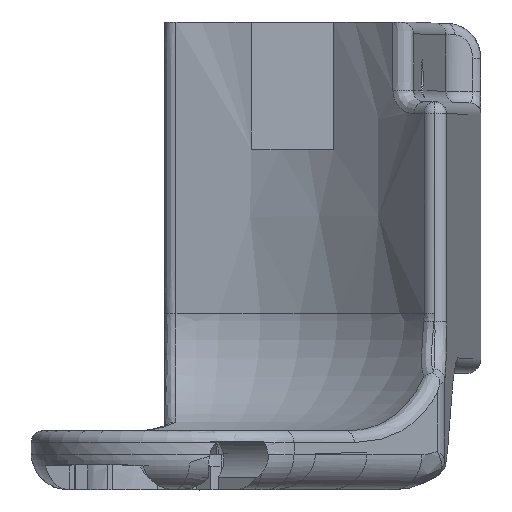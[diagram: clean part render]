
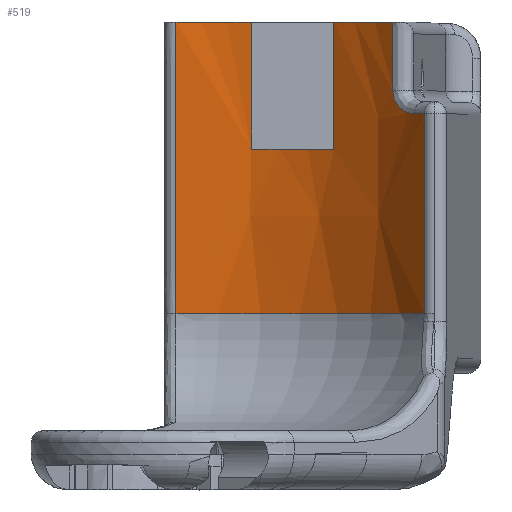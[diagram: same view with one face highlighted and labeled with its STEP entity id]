
A CAD part, top view. The second image highlights one B-rep face of the part: STEP entity #519.
In plain terms, the highlighted conical face has half-angle 0.014 degrees and reference radius 24.21 mm.
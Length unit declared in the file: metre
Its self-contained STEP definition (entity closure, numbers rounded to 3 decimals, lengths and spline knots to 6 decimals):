
#519 = ADVANCED_FACE( '', ( #1139 ), #1140, .F. );
#1139 = FACE_OUTER_BOUND( '', #2486, .T. );
#1140 = CONICAL_SURFACE( '', #2487, 0.02421, 0. );
#2486 = EDGE_LOOP( '', ( #4319, #4320, #4321, #4322, #4323, #4324, #4325, #4326, #4327, #4328, #4329 ) );
#2487 = AXIS2_PLACEMENT_3D( '', #4330, #4331, #4332 );
#4319 = ORIENTED_EDGE( '', *, *, #5251, .F. );
#4320 = ORIENTED_EDGE( '', *, *, #5569, .F. );
#4321 = ORIENTED_EDGE( '', *, *, #5675, .T. );
#4322 = ORIENTED_EDGE( '', *, *, #5676, .T. );
#4323 = ORIENTED_EDGE( '', *, *, #5475, .T. );
#4324 = ORIENTED_EDGE( '', *, *, #5567, .F. );
#4325 = ORIENTED_EDGE( '', *, *, #5354, .F. );
#4326 = ORIENTED_EDGE( '', *, *, #5677, .F. );
#4327 = ORIENTED_EDGE( '', *, *, #5678, .F. );
#4328 = ORIENTED_EDGE( '', *, *, #5679, .F. );
#4329 = ORIENTED_EDGE( '', *, *, #5608, .F. );
#4330 = CARTESIAN_POINT( '', ( -0.048819, 0.044401, 0.824444 ) );
#4331 = DIRECTION( '', ( 0., -1., 0. ) );
#4332 = DIRECTION( '', ( 0.494, 0., -0.869 ) );
#5251 = EDGE_CURVE( '', #6245, #6246, #6247, .T. );
#5354 = EDGE_CURVE( '', #6402, #6397, #6404, .T. );
#5475 = EDGE_CURVE( '', #6587, #6588, #6589, .T. );
#5567 = EDGE_CURVE( '', #6397, #6588, #6722, .T. );
#5569 = EDGE_CURVE( '', #6723, #6245, #6725, .T. );
#5608 = EDGE_CURVE( '', #6246, #6776, #6777, .T. );
#5675 = EDGE_CURVE( '', #6723, #6853, #6854, .T. );
#5676 = EDGE_CURVE( '', #6853, #6587, #6855, .T. );
#5677 = EDGE_CURVE( '', #6113, #6402, #6856, .T. );
#5678 = EDGE_CURVE( '', #6857, #6113, #6858, .T. );
#5679 = EDGE_CURVE( '', #6776, #6857, #6859, .T. );
#6113 = VERTEX_POINT( '', #7619 );
#6245 = VERTEX_POINT( '', #7909 );
#6246 = VERTEX_POINT( '', #7910 );
#6247 = LINE( '', #7911, #7912 );
#6397 = VERTEX_POINT( '', #8346 );
#6402 = VERTEX_POINT( '', #8391 );
#6404 = LINE( '', #8397, #8398 );
#6587 = VERTEX_POINT( '', #8891 );
#6588 = VERTEX_POINT( '', #8892 );
#6589 = LINE( '', #8893, #8894 );
#6722 = CIRCLE( '', #9210, 0.024207 );
#6723 = VERTEX_POINT( '', #9211 );
#6725 = CIRCLE( '', #9214, 0.024207 );
#6776 = VERTEX_POINT( '', #9377 );
#6777 = B_SPLINE_CURVE_WITH_KNOTS( '', 3, ( #9378, #9379, #9380, #9381, #9382, #9383, #9384 ), .UNSPECIFIED., .F., .F., ( 4, 1, 1, 1, 4 ), ( 0., 0.142857, 0.285714, 0.571429, 1. ), .UNSPECIFIED. );
#6853 = VERTEX_POINT( '', #9563 );
#6854 = LINE( '', #9564, #9565 );
#6855 = CIRCLE( '', #9566, 0.024209 );
#6856 = CIRCLE( '', #9567, 0.024213 );
#6857 = VERTEX_POINT( '', #9568 );
#6858 = B_SPLINE_CURVE_WITH_KNOTS( '', 3, ( #9569, #9570, #9571, #9572 ), .UNSPECIFIED., .F., .F., ( 4, 4 ), ( 0., 1. ), .UNSPECIFIED. );
#6859 = CIRCLE( '', #9573, 0.024209 );
#7619 = CARTESIAN_POINT( '', ( -0.027889, 0.032002, 0.812272 ) );
#7909 = CARTESIAN_POINT( '', ( -0.030536, 0.0568, 0.808579 ) );
#7910 = CARTESIAN_POINT( '', ( -0.030536, 0.051, 0.808577 ) );
#7911 = CARTESIAN_POINT( '', ( -0.030536, 0.0568, 0.808579 ) );
#7912 = VECTOR( '', #10156, 1. );
#8346 = CARTESIAN_POINT( '', ( -0.048993, 0.0568, 0.800238 ) );
#8391 = CARTESIAN_POINT( '', ( -0.048993, 0.032002, 0.800232 ) );
#8397 = CARTESIAN_POINT( '', ( -0.048993, 0.032002, 0.800232 ) );
#8398 = VECTOR( '', #10238, 1. );
#8891 = CARTESIAN_POINT( '', ( -0.042567, 0.046, 0.801056 ) );
#8892 = CARTESIAN_POINT( '', ( -0.042567, 0.0568, 0.801059 ) );
#8893 = CARTESIAN_POINT( '', ( -0.042567, 0.0514, 0.801058 ) );
#8894 = VECTOR( '', #10344, 1. );
#9210 = AXIS2_PLACEMENT_3D( '', #10418, #10419, #10420 );
#9211 = CARTESIAN_POINT( '', ( -0.035567, 0.0568, 0.804187 ) );
#9214 = AXIS2_PLACEMENT_3D( '', #10422, #10423, #10424 );
#9377 = CARTESIAN_POINT( '', ( -0.028736, 0.049, 0.810927 ) );
#9378 = CARTESIAN_POINT( '', ( -0.030536, 0.051, 0.808577 ) );
#9379 = CARTESIAN_POINT( '', ( -0.030536, 0.050807, 0.808577 ) );
#9380 = CARTESIAN_POINT( '', ( -0.030484, 0.050421, 0.808637 ) );
#9381 = CARTESIAN_POINT( '', ( -0.03021, 0.049768, 0.808957 ) );
#9382 = CARTESIAN_POINT( '', ( -0.029597, 0.049143, 0.809708 ) );
#9383 = CARTESIAN_POINT( '', ( -0.029047, 0.049, 0.810465 ) );
#9384 = CARTESIAN_POINT( '', ( -0.028736, 0.049, 0.810927 ) );
#9563 = CARTESIAN_POINT( '', ( -0.035567, 0.046, 0.804184 ) );
#9564 = CARTESIAN_POINT( '', ( -0.035567, 0.0514, 0.804186 ) );
#9565 = VECTOR( '', #10506, 1. );
#9566 = AXIS2_PLACEMENT_3D( '', #10507, #10508, #10509 );
#9567 = AXIS2_PLACEMENT_3D( '', #10510, #10511, #10512 );
#9568 = CARTESIAN_POINT( '', ( -0.027894, 0.049, 0.812272 ) );
#9569 = CARTESIAN_POINT( '', ( -0.027894, 0.049, 0.812272 ) );
#9570 = CARTESIAN_POINT( '', ( -0.027892, 0.043334, 0.812272 ) );
#9571 = CARTESIAN_POINT( '', ( -0.027891, 0.037668, 0.812272 ) );
#9572 = CARTESIAN_POINT( '', ( -0.027889, 0.032002, 0.812272 ) );
#9573 = AXIS2_PLACEMENT_3D( '', #10513, #10514, #10515 );
#10156 = DIRECTION( '', ( 0., -1., 0. ) );
#10238 = DIRECTION( '', ( 0., 1., 0. ) );
#10344 = DIRECTION( '', ( 0., 1., 0. ) );
#10418 = CARTESIAN_POINT( '', ( -0.048819, 0.0568, 0.824444 ) );
#10419 = DIRECTION( '', ( 0., -1., 0. ) );
#10420 = DIRECTION( '', ( 0.494, 0., -0.869 ) );
#10422 = CARTESIAN_POINT( '', ( -0.048819, 0.0568, 0.824444 ) );
#10423 = DIRECTION( '', ( 0., -1., 0. ) );
#10424 = DIRECTION( '', ( 0.494, 0., -0.869 ) );
#10506 = DIRECTION( '', ( 0., -1., 0. ) );
#10507 = CARTESIAN_POINT( '', ( -0.048819, 0.046, 0.824444 ) );
#10508 = DIRECTION( '', ( 0., 1., 0. ) );
#10509 = DIRECTION( '', ( 0.494, 0., -0.869 ) );
#10510 = CARTESIAN_POINT( '', ( -0.048819, 0.032002, 0.824444 ) );
#10511 = DIRECTION( '', ( 0., 1., 0. ) );
#10512 = DIRECTION( '', ( 1., 0., 0. ) );
#10513 = CARTESIAN_POINT( '', ( -0.048819, 0.049, 0.824444 ) );
#10514 = DIRECTION( '', ( 0., -1., 0. ) );
#10515 = DIRECTION( '', ( 0.844, 0., -0.537 ) );
